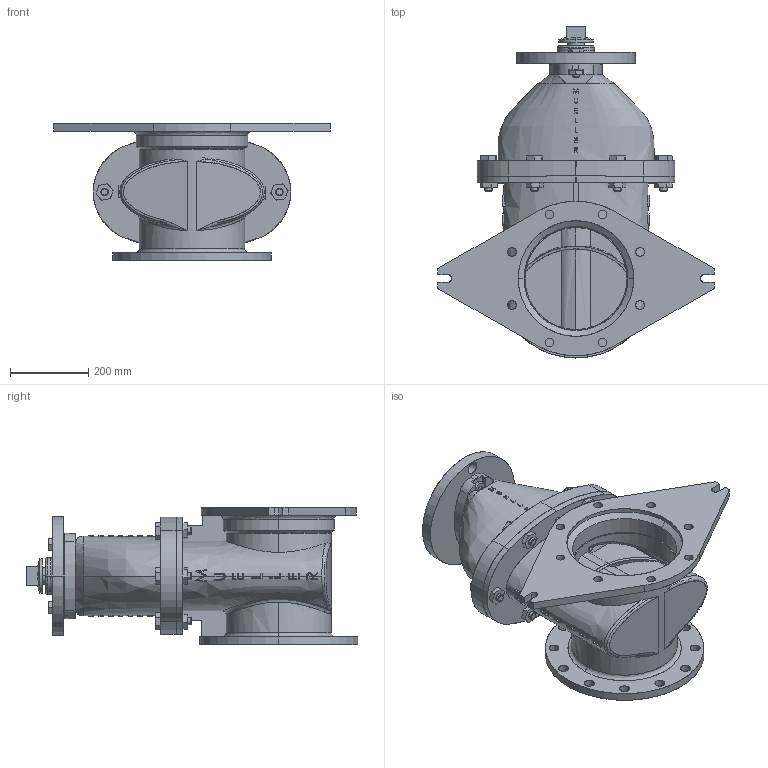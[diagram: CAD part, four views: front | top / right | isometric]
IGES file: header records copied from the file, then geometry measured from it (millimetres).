
Start section: SolidWorks IGES file using analytic representation for surfaces
Global section: file name: P-2360-16-10.IGS; native system: SolidWorks 2014; preprocessor: SolidWorks 2014; author: ADMIN; date: 140222.145536; units: inch
Bounding box: 709.26 x 850.9 x 352.55 mm (x, y, z)
Surface area: 2959190.9 mm2 (no closed solid volume)
Topology: 0 solids, 0 shells, 1140 faces, 24269 edges, 24264 vertices
Faces by surface type: bspline 807, revolution 333
